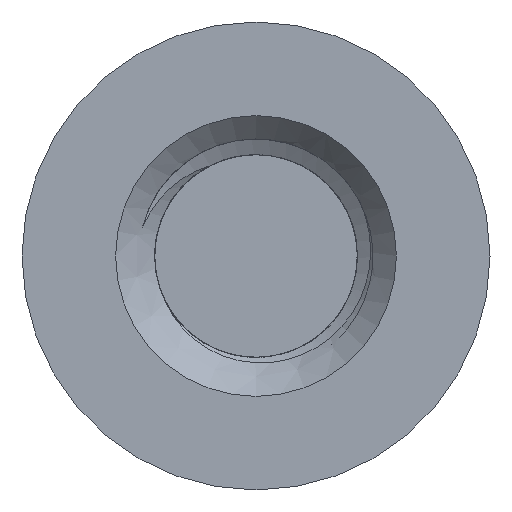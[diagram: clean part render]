
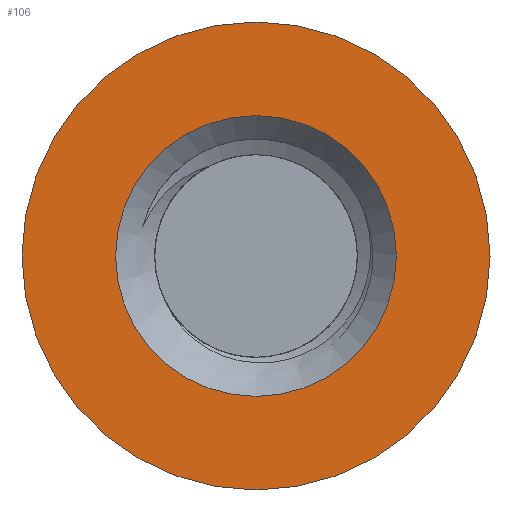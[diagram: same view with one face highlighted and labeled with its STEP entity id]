
A CAD part, left-side view. The second image highlights one B-rep face of the part: STEP entity #106.
In plain terms, the highlighted planar face has unit normal (-1, 0, 0).
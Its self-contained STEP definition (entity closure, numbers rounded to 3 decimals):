
#106=ADVANCED_FACE('',(#132,#133),#125,.T.);
#125=PLANE('',#328);
#132=FACE_BOUND('',#142,.T.);
#133=FACE_BOUND('',#143,.T.);
#142=EDGE_LOOP('',(#166));
#143=EDGE_LOOP('',(#167));
#166=ORIENTED_EDGE('',*,*,#274,.T.);
#167=ORIENTED_EDGE('',*,*,#275,.F.);
#246=VERTEX_POINT('',#407);
#247=VERTEX_POINT('',#409);
#274=EDGE_CURVE('',#246,#246,#314,.T.);
#275=EDGE_CURVE('',#247,#247,#315,.T.);
#314=CIRCLE('',#326,3.6);
#315=CIRCLE('',#327,6.);
#326=AXIS2_PLACEMENT_3D('',#406,#354,#355);
#327=AXIS2_PLACEMENT_3D('',#408,#356,#357);
#328=AXIS2_PLACEMENT_3D('',#410,#358,#359);
#354=DIRECTION('',(1.,0.,0.));
#355=DIRECTION('',(0.,0.,1.));
#356=DIRECTION('',(1.,0.,0.));
#357=DIRECTION('',(0.,0.,-1.));
#358=DIRECTION('',(-1.,0.,0.));
#359=DIRECTION('',(0.,0.,1.));
#406=CARTESIAN_POINT('',(0.,0.,0.));
#407=CARTESIAN_POINT('',(0.,0.,3.6));
#408=CARTESIAN_POINT('',(0.,0.,0.));
#409=CARTESIAN_POINT('',(0.,0.,-6.));
#410=CARTESIAN_POINT('',(0.,0.,0.));
